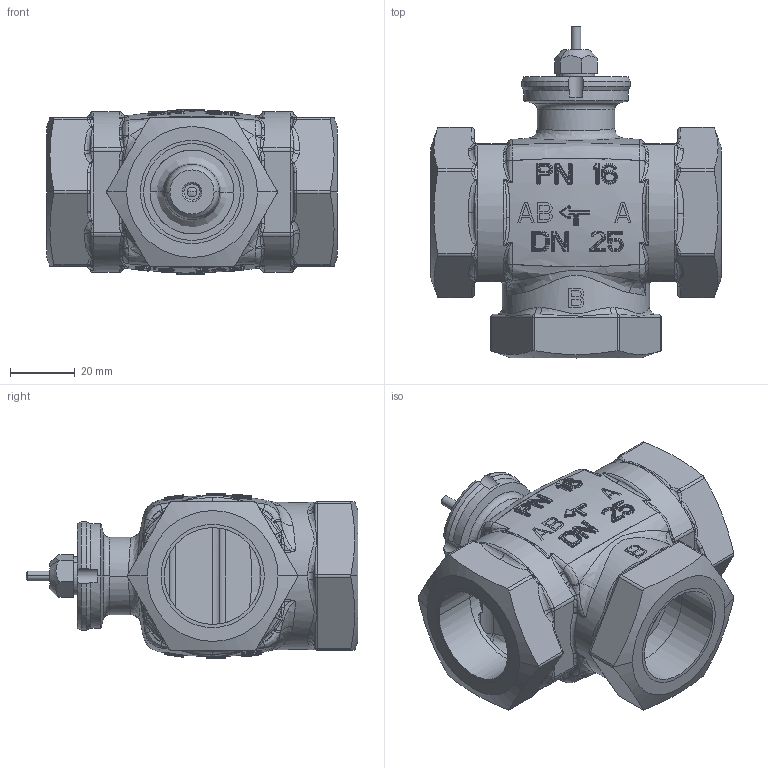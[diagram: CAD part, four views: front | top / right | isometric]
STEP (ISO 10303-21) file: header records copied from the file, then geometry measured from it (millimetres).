
FILE_DESCRIPTION((''),'2;1');
FILE_NAME('065F0025_ASM','2015-03-19T',('u317927'),('Danfoss'),'PRO/ENGINEER BY PARAMETRIC TECHNOLOGY CORPORATION, 2014000','PRO/ENGINEER BY PARAMETRIC TECHNOLOGY CORPORATION, 2014000','');
FILE_SCHEMA(('CONFIG_CONTROL_DESIGN'));
Products named in the file (5): 8903434; D3-STUFFINGBOXHOUSE; SPINDL_FI3; 065F0201_ASM; 065F0025_ASM
Assembly tree (4 placements, depth 3):
  065F0025_ASM
    8903434
    065F0201_ASM
      D3-STUFFINGBOXHOUSE
      SPINDL_FI3
Bounding box: 90 x 102.8 x 51.2 mm (x, y, z)
Volume: 112675.2 mm3; surface area: 58005 mm2
Topology: 3 solids, 64 shells, 3367 faces, 7656 edges, 4405 vertices
Faces by surface type: bspline 1626, plane 720, cylinder 545, sphere 398, torus 40, cone 38
Entity records: 163262 total; most frequent: CARTESIAN_POINT 100581, ORIENTED_EDGE 15036, DIRECTION 9970, EDGE_CURVE 7652, VERTEX_POINT 4405, AXIS2_PLACEMENT_3D 4229, B_SPLINE_CURVE_WITH_KNOTS 3665, EDGE_LOOP 3435
